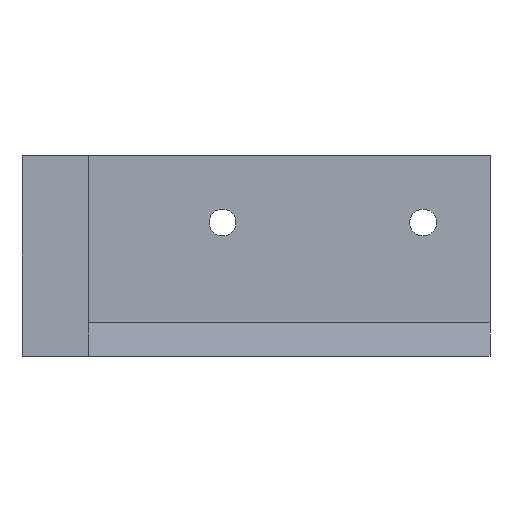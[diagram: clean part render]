
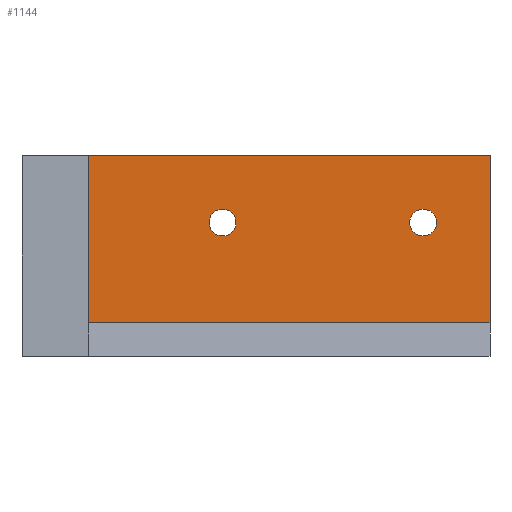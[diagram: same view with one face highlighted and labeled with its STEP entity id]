
A CAD part, left-side view. The second image highlights one B-rep face of the part: STEP entity #1144.
In plain terms, the highlighted planar face has unit normal (-1, 0, 0).
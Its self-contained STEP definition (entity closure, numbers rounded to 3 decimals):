
#12 = VECTOR ( 'NONE', #73, 1000. ) ;
#30 = DIRECTION ( 'NONE',  ( 0., 0., -1. ) ) ;
#31 = CARTESIAN_POINT ( 'NONE',  ( -14., 35., 30. ) ) ;
#73 = DIRECTION ( 'NONE',  ( 0., 0., 1. ) ) ;
#99 = VECTOR ( 'NONE', #397, 1000. ) ;
#117 = ORIENTED_EDGE ( 'NONE', *, *, #877, .T. ) ;
#119 = VECTOR ( 'NONE', #839, 1000. ) ;
#144 = CARTESIAN_POINT ( 'NONE',  ( -14., 7., 20. ) ) ;
#165 = FACE_OUTER_BOUND ( 'NONE', #760, .T. ) ;
#205 = CARTESIAN_POINT ( 'NONE',  ( -14., 5., 20. ) ) ;
#211 = LINE ( 'NONE', #751, #99 ) ;
#236 = CARTESIAN_POINT ( 'NONE',  ( -14., -23., 20. ) ) ;
#244 = EDGE_LOOP ( 'NONE', ( #536, #987 ) ) ;
#247 = CARTESIAN_POINT ( 'NONE',  ( -14., 3., 20. ) ) ;
#263 = DIRECTION ( 'NONE',  ( 1., 0., 0. ) ) ;
#274 = ORIENTED_EDGE ( 'NONE', *, *, #386, .F. ) ;
#282 = DIRECTION ( 'NONE',  ( 0., 1., 0. ) ) ;
#300 = CARTESIAN_POINT ( 'NONE',  ( -14., 25., 5. ) ) ;
#305 = CARTESIAN_POINT ( 'NONE',  ( -14., -35., 30. ) ) ;
#309 = VERTEX_POINT ( 'NONE', #595 ) ;
#319 = VERTEX_POINT ( 'NONE', #144 ) ;
#335 = EDGE_LOOP ( 'NONE', ( #117, #1055 ) ) ;
#346 = DIRECTION ( 'NONE',  ( 1., 0., 0. ) ) ;
#357 = VERTEX_POINT ( 'NONE', #687 ) ;
#361 = AXIS2_PLACEMENT_3D ( 'NONE', #1085, #363, #282 ) ;
#363 = DIRECTION ( 'NONE',  ( 1., 0., 0. ) ) ;
#386 = EDGE_CURVE ( 'NONE', #572, #357, #513, .T. ) ;
#397 = DIRECTION ( 'NONE',  ( 0., 1., 0. ) ) ;
#406 = DIRECTION ( 'NONE',  ( 1., 0., 0. ) ) ;
#411 = CIRCLE ( 'NONE', #893, 2. ) ;
#429 = DIRECTION ( 'NONE',  ( 0., 1., 0. ) ) ;
#436 = EDGE_CURVE ( 'NONE', #665, #319, #1110, .T. ) ;
#513 = LINE ( 'NONE', #868, #12 ) ;
#515 = PLANE ( 'NONE',  #596 ) ;
#519 = AXIS2_PLACEMENT_3D ( 'NONE', #205, #263, #797 ) ;
#533 = CARTESIAN_POINT ( 'NONE',  ( -14., -27., 20. ) ) ;
#536 = ORIENTED_EDGE ( 'NONE', *, *, #1057, .T. ) ;
#540 = EDGE_CURVE ( 'NONE', #357, #626, #1000, .T. ) ;
#545 = ORIENTED_EDGE ( 'NONE', *, *, #933, .F. ) ;
#572 = VERTEX_POINT ( 'NONE', #300 ) ;
#575 = CARTESIAN_POINT ( 'NONE',  ( -14., -25., 20. ) ) ;
#595 = CARTESIAN_POINT ( 'NONE',  ( -14., -35., 5. ) ) ;
#596 = AXIS2_PLACEMENT_3D ( 'NONE', #1125, #679, #429 ) ;
#603 = FACE_BOUND ( 'NONE', #244, .T. ) ;
#613 = ORIENTED_EDGE ( 'NONE', *, *, #968, .F. ) ;
#615 = DIRECTION ( 'NONE',  ( 0., 1., 0. ) ) ;
#626 = VERTEX_POINT ( 'NONE', #305 ) ;
#665 = VERTEX_POINT ( 'NONE', #247 ) ;
#679 = DIRECTION ( 'NONE',  ( 1., 0., 0. ) ) ;
#687 = CARTESIAN_POINT ( 'NONE',  ( -14., 25., 30. ) ) ;
#721 = VERTEX_POINT ( 'NONE', #236 ) ;
#744 = AXIS2_PLACEMENT_3D ( 'NONE', #1013, #406, #1025 ) ;
#751 = CARTESIAN_POINT ( 'NONE',  ( -14., -35., 5. ) ) ;
#760 = EDGE_LOOP ( 'NONE', ( #274, #613, #545, #897 ) ) ;
#797 = DIRECTION ( 'NONE',  ( 0., 1., 0. ) ) ;
#826 = CARTESIAN_POINT ( 'NONE',  ( -14., -35., 30. ) ) ;
#839 = DIRECTION ( 'NONE',  ( 0., -1., 0. ) ) ;
#868 = CARTESIAN_POINT ( 'NONE',  ( -14., 25., 0. ) ) ;
#877 = EDGE_CURVE ( 'NONE', #319, #665, #1042, .T. ) ;
#890 = VERTEX_POINT ( 'NONE', #533 ) ;
#893 = AXIS2_PLACEMENT_3D ( 'NONE', #575, #346, #615 ) ;
#897 = ORIENTED_EDGE ( 'NONE', *, *, #540, .F. ) ;
#910 = LINE ( 'NONE', #826, #983 ) ;
#933 = EDGE_CURVE ( 'NONE', #626, #309, #910, .T. ) ;
#958 = FACE_BOUND ( 'NONE', #335, .T. ) ;
#968 = EDGE_CURVE ( 'NONE', #309, #572, #211, .T. ) ;
#983 = VECTOR ( 'NONE', #30, 1000. ) ;
#987 = ORIENTED_EDGE ( 'NONE', *, *, #1005, .T. ) ;
#1000 = LINE ( 'NONE', #31, #119 ) ;
#1005 = EDGE_CURVE ( 'NONE', #890, #721, #1119, .T. ) ;
#1013 = CARTESIAN_POINT ( 'NONE',  ( -14., -25., 20. ) ) ;
#1025 = DIRECTION ( 'NONE',  ( 0., 1., 0. ) ) ;
#1042 = CIRCLE ( 'NONE', #519, 2. ) ;
#1055 = ORIENTED_EDGE ( 'NONE', *, *, #436, .T. ) ;
#1057 = EDGE_CURVE ( 'NONE', #721, #890, #411, .T. ) ;
#1085 = CARTESIAN_POINT ( 'NONE',  ( -14., 5., 20. ) ) ;
#1110 = CIRCLE ( 'NONE', #361, 2. ) ;
#1119 = CIRCLE ( 'NONE', #744, 2. ) ;
#1125 = CARTESIAN_POINT ( 'NONE',  ( -14., 35., 30. ) ) ;
#1144 = ADVANCED_FACE ( 'NONE', ( #603, #958, #165 ), #515, .F. ) ;
